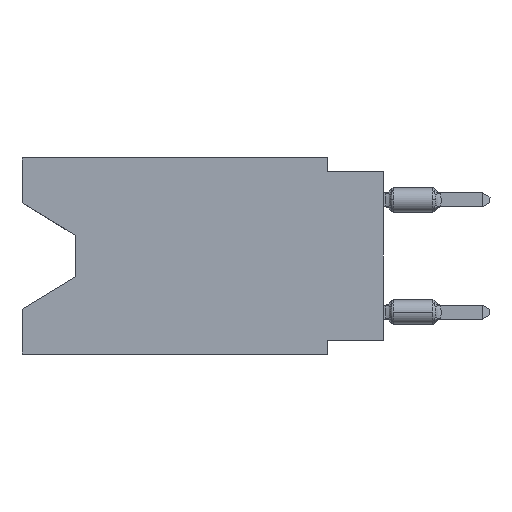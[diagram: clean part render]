
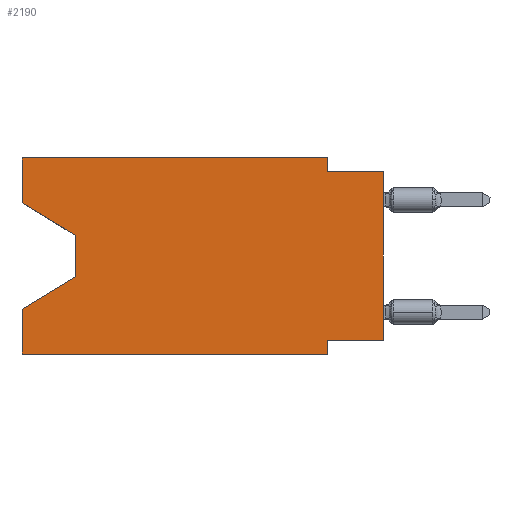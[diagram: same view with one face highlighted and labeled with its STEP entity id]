
A CAD part, left-side view. The second image highlights one B-rep face of the part: STEP entity #2190.
In plain terms, the highlighted planar face has unit normal (-1, 0, 0).
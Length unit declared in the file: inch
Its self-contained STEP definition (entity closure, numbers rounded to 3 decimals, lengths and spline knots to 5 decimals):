
#111 = EDGE_CURVE ( 'NONE', #8736, #4506, #11602, .T. ) ;
#139 = ORIENTED_EDGE ( 'NONE', *, *, #1598, .T. ) ;
#285 = EDGE_CURVE ( 'NONE', #6725, #6727, #12705, .T. ) ;
#870 = VECTOR ( 'NONE', #12888, 39.37008 ) ;
#946 = DIRECTION ( 'NONE',  ( 0., -1., 0. ) ) ;
#1050 = DIRECTION ( 'NONE',  ( 1., 0., 0. ) ) ;
#1185 = FACE_OUTER_BOUND ( 'NONE', #12245, .T. ) ;
#1385 = CARTESIAN_POINT ( 'NONE',  ( 0., 0., -0.325 ) ) ;
#1456 = VERTEX_POINT ( 'NONE', #5116 ) ;
#1554 = CARTESIAN_POINT ( 'NONE',  ( 0., 0.55, -0.212 ) ) ;
#1598 = EDGE_CURVE ( 'NONE', #3938, #9602, #7800, .T. ) ;
#1753 = DIRECTION ( 'NONE',  ( 0., 0.855, -0.519 ) ) ;
#1963 = PLANE ( 'NONE',  #3944 ) ;
#1986 = LINE ( 'NONE', #3851, #9558 ) ;
#1992 = CARTESIAN_POINT ( 'NONE',  ( 0., 0.645, -0.35 ) ) ;
#2142 = DIRECTION ( 'NONE',  ( 0., -0.855, -0.519 ) ) ;
#2190 = ADVANCED_FACE ( 'NONE', ( #1185 ), #1963, .F. ) ;
#2402 = ORIENTED_EDGE ( 'NONE', *, *, #111, .T. ) ;
#2596 = CARTESIAN_POINT ( 'NONE',  ( 0., 0.645, -0.08025 ) ) ;
#2655 = EDGE_CURVE ( 'NONE', #3165, #1456, #7858, .T. ) ;
#2689 = VECTOR ( 'NONE', #946, 39.37008 ) ;
#2736 = CARTESIAN_POINT ( 'NONE',  ( 0., 0.1, -0.325 ) ) ;
#2776 = EDGE_CURVE ( 'NONE', #5357, #11668, #1986, .T. ) ;
#2961 = EDGE_CURVE ( 'NONE', #7159, #5043, #9502, .T. ) ;
#3046 = VECTOR ( 'NONE', #7665, 39.37008 ) ;
#3165 = VERTEX_POINT ( 'NONE', #13302 ) ;
#3167 = DIRECTION ( 'NONE',  ( 0., 0., -1. ) ) ;
#3303 = CARTESIAN_POINT ( 'NONE',  ( 0., 0.1, 0. ) ) ;
#3478 = CARTESIAN_POINT ( 'NONE',  ( 0., 0.645, 0. ) ) ;
#3530 = VECTOR ( 'NONE', #4335, 39.37008 ) ;
#3597 = ORIENTED_EDGE ( 'NONE', *, *, #4380, .T. ) ;
#3851 = CARTESIAN_POINT ( 'NONE',  ( 0., 0.1, -0.35 ) ) ;
#3938 = VERTEX_POINT ( 'NONE', #5919 ) ;
#3944 = AXIS2_PLACEMENT_3D ( 'NONE', #4245, #1050, #6187 ) ;
#4245 = CARTESIAN_POINT ( 'NONE',  ( 0., 0.645, 0. ) ) ;
#4335 = DIRECTION ( 'NONE',  ( 0., 0., 1. ) ) ;
#4380 = EDGE_CURVE ( 'NONE', #6725, #3938, #9200, .T. ) ;
#4506 = VERTEX_POINT ( 'NONE', #7870 ) ;
#4727 = ORIENTED_EDGE ( 'NONE', *, *, #7023, .F. ) ;
#4958 = ORIENTED_EDGE ( 'NONE', *, *, #285, .F. ) ;
#5043 = VERTEX_POINT ( 'NONE', #5221 ) ;
#5060 = ORIENTED_EDGE ( 'NONE', *, *, #5338, .T. ) ;
#5116 = CARTESIAN_POINT ( 'NONE',  ( 0., 0.645, -0.26975 ) ) ;
#5221 = CARTESIAN_POINT ( 'NONE',  ( 0., 0.1, -0.025 ) ) ;
#5259 = CARTESIAN_POINT ( 'NONE',  ( 0., 0.1, -0.35 ) ) ;
#5338 = EDGE_CURVE ( 'NONE', #9602, #1456, #13093, .T. ) ;
#5357 = VERTEX_POINT ( 'NONE', #2736 ) ;
#5737 = DIRECTION ( 'NONE',  ( 0., 0., 1. ) ) ;
#5762 = ORIENTED_EDGE ( 'NONE', *, *, #7062, .F. ) ;
#5860 = VECTOR ( 'NONE', #2142, 39.37008 ) ;
#5919 = CARTESIAN_POINT ( 'NONE',  ( 0., 0.55, -0.138 ) ) ;
#6187 = DIRECTION ( 'NONE',  ( 0., 0., -1. ) ) ;
#6209 = DIRECTION ( 'NONE',  ( 0., 0., -1. ) ) ;
#6497 = VECTOR ( 'NONE', #3167, 39.37008 ) ;
#6595 = DIRECTION ( 'NONE',  ( 0., -1., 0. ) ) ;
#6725 = VERTEX_POINT ( 'NONE', #2596 ) ;
#6727 = VERTEX_POINT ( 'NONE', #10954 ) ;
#7023 = EDGE_CURVE ( 'NONE', #5043, #4506, #10664, .T. ) ;
#7062 = EDGE_CURVE ( 'NONE', #6727, #7159, #7699, .T. ) ;
#7159 = VERTEX_POINT ( 'NONE', #12181 ) ;
#7332 = CARTESIAN_POINT ( 'NONE',  ( 0., 0., 0. ) ) ;
#7532 = CARTESIAN_POINT ( 'NONE',  ( 0., 0.645, 0. ) ) ;
#7592 = EDGE_CURVE ( 'NONE', #8736, #5357, #8973, .T. ) ;
#7665 = DIRECTION ( 'NONE',  ( 0., 0., -1. ) ) ;
#7699 = LINE ( 'NONE', #3478, #12577 ) ;
#7800 = LINE ( 'NONE', #11750, #3046 ) ;
#7858 = LINE ( 'NONE', #11051, #9855 ) ;
#7870 = CARTESIAN_POINT ( 'NONE',  ( 0., 0., -0.025 ) ) ;
#8418 = LINE ( 'NONE', #1992, #2689 ) ;
#8571 = CARTESIAN_POINT ( 'NONE',  ( 0., 0.645, -0.08025 ) ) ;
#8736 = VERTEX_POINT ( 'NONE', #11902 ) ;
#8973 = LINE ( 'NONE', #1385, #9050 ) ;
#9050 = VECTOR ( 'NONE', #9871, 39.37008 ) ;
#9200 = LINE ( 'NONE', #8571, #5860 ) ;
#9502 = LINE ( 'NONE', #3303, #6497 ) ;
#9558 = VECTOR ( 'NONE', #6209, 39.37008 ) ;
#9602 = VERTEX_POINT ( 'NONE', #13580 ) ;
#9668 = ORIENTED_EDGE ( 'NONE', *, *, #2655, .F. ) ;
#9746 = ORIENTED_EDGE ( 'NONE', *, *, #7592, .F. ) ;
#9753 = CARTESIAN_POINT ( 'NONE',  ( 0., 0., -0.025 ) ) ;
#9855 = VECTOR ( 'NONE', #5737, 39.37008 ) ;
#9871 = DIRECTION ( 'NONE',  ( 0., 1., 0. ) ) ;
#10360 = VECTOR ( 'NONE', #13460, 39.37008 ) ;
#10384 = EDGE_CURVE ( 'NONE', #3165, #11668, #8418, .T. ) ;
#10664 = LINE ( 'NONE', #9753, #870 ) ;
#10954 = CARTESIAN_POINT ( 'NONE',  ( 0., 0.645, 0. ) ) ;
#11051 = CARTESIAN_POINT ( 'NONE',  ( 0., 0.645, 0. ) ) ;
#11602 = LINE ( 'NONE', #7332, #10360 ) ;
#11668 = VERTEX_POINT ( 'NONE', #5259 ) ;
#11676 = VECTOR ( 'NONE', #1753, 39.37008 ) ;
#11750 = CARTESIAN_POINT ( 'NONE',  ( 0., 0.55, -0.138 ) ) ;
#11902 = CARTESIAN_POINT ( 'NONE',  ( 0., 0., -0.325 ) ) ;
#12181 = CARTESIAN_POINT ( 'NONE',  ( 0., 0.1, 0. ) ) ;
#12245 = EDGE_LOOP ( 'NONE', ( #3597, #139, #5060, #9668, #13005, #12803, #9746, #2402, #4727, #13189, #5762, #4958 ) ) ;
#12577 = VECTOR ( 'NONE', #6595, 39.37008 ) ;
#12705 = LINE ( 'NONE', #7532, #3530 ) ;
#12803 = ORIENTED_EDGE ( 'NONE', *, *, #2776, .F. ) ;
#12888 = DIRECTION ( 'NONE',  ( 0., -1., 0. ) ) ;
#13005 = ORIENTED_EDGE ( 'NONE', *, *, #10384, .T. ) ;
#13093 = LINE ( 'NONE', #1554, #11676 ) ;
#13189 = ORIENTED_EDGE ( 'NONE', *, *, #2961, .F. ) ;
#13302 = CARTESIAN_POINT ( 'NONE',  ( 0., 0.645, -0.35 ) ) ;
#13460 = DIRECTION ( 'NONE',  ( 0., 0., 1. ) ) ;
#13580 = CARTESIAN_POINT ( 'NONE',  ( 0., 0.55, -0.212 ) ) ;
